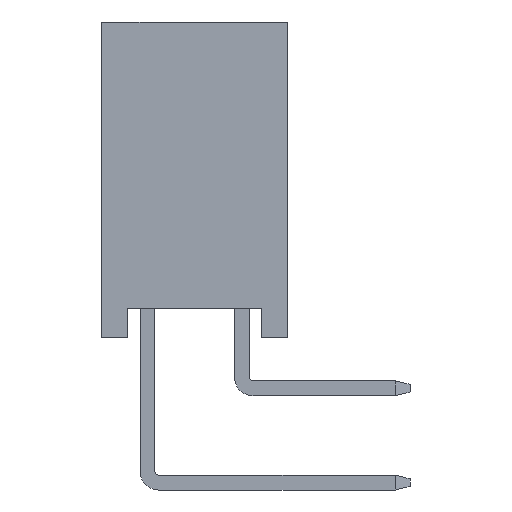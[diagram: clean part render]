
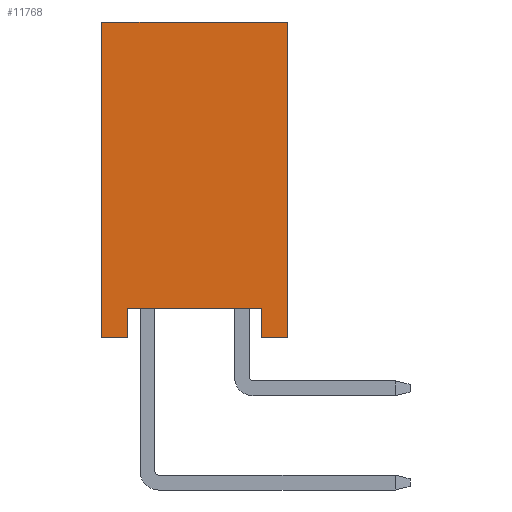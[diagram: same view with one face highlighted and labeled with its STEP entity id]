
A CAD part, left-side view. The second image highlights one B-rep face of the part: STEP entity #11768.
In plain terms, the highlighted planar face has unit normal (-1, 0, 0).
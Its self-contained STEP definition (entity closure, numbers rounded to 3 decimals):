
#1296=ORIENTED_EDGE('',*,*,#4464,.F.);
#1297=ORIENTED_EDGE('',*,*,#4465,.T.);
#1298=ORIENTED_EDGE('',*,*,#3803,.T.);
#1299=ORIENTED_EDGE('',*,*,#4466,.T.);
#1300=ORIENTED_EDGE('',*,*,#4467,.F.);
#1301=ORIENTED_EDGE('',*,*,#4468,.T.);
#1302=ORIENTED_EDGE('',*,*,#3641,.T.);
#1303=ORIENTED_EDGE('',*,*,#4469,.F.);
#3641=EDGE_CURVE('',#5328,#5326,#6403,.T.);
#3803=EDGE_CURVE('',#5482,#5485,#6565,.T.);
#4464=EDGE_CURVE('',#5946,#5947,#7226,.T.);
#4465=EDGE_CURVE('',#5946,#5482,#7227,.T.);
#4466=EDGE_CURVE('',#5485,#5948,#7228,.T.);
#4467=EDGE_CURVE('',#5949,#5948,#7229,.T.);
#4468=EDGE_CURVE('',#5949,#5328,#7230,.T.);
#4469=EDGE_CURVE('',#5947,#5326,#7231,.T.);
#5326=VERTEX_POINT('',#16076);
#5328=VERTEX_POINT('',#16079);
#5482=VERTEX_POINT('',#16397);
#5485=VERTEX_POINT('',#16402);
#5946=VERTEX_POINT('',#17658);
#5947=VERTEX_POINT('',#17659);
#5948=VERTEX_POINT('',#17662);
#5949=VERTEX_POINT('',#17664);
#6403=LINE('',#16078,#8065);
#6565=LINE('',#16403,#8227);
#7226=LINE('',#17657,#8888);
#7227=LINE('',#17660,#8889);
#7228=LINE('',#17661,#8890);
#7229=LINE('',#17663,#8891);
#7230=LINE('',#17665,#8892);
#7231=LINE('',#17666,#8893);
#8065=VECTOR('',#13020,1000.);
#8227=VECTOR('',#13192,1000.);
#8888=VECTOR('',#14119,1000.);
#8889=VECTOR('',#14120,1000.);
#8890=VECTOR('',#14121,1000.);
#8891=VECTOR('',#14122,1000.);
#8892=VECTOR('',#14123,1000.);
#8893=VECTOR('',#14124,1000.);
#9864=EDGE_LOOP('',(#1296,#1297,#1298,#1299,#1300,#1301,#1302,#1303));
#10548=FACE_BOUND('',#9864,.T.);
#11164=PLANE('',#12422);
#11768=ADVANCED_FACE('',(#10548),#11164,.T.);
#12422=AXIS2_PLACEMENT_3D('',#17656,#14117,#14118);
#13020=DIRECTION('',(0.,1.,0.));
#13192=DIRECTION('',(0.,-1.,0.));
#14117=DIRECTION('',(-1.,0.,0.));
#14118=DIRECTION('',(0.,0.,1.));
#14119=DIRECTION('',(0.,1.,0.));
#14120=DIRECTION('',(0.,0.,1.));
#14121=DIRECTION('',(0.,0.,-1.));
#14122=DIRECTION('',(0.,1.,0.));
#14123=DIRECTION('',(0.,0.,1.));
#14124=DIRECTION('',(0.,0.,1.));
#16076=CARTESIAN_POINT('',(-21.84,2.5,4.25));
#16078=CARTESIAN_POINT('',(-21.84,-2.5,4.25));
#16079=CARTESIAN_POINT('',(-21.84,-2.5,4.25));
#16397=CARTESIAN_POINT('',(-21.84,1.8,-3.45));
#16402=CARTESIAN_POINT('',(-21.84,-1.8,-3.45));
#16403=CARTESIAN_POINT('',(-21.84,-2.5,-3.45));
#17656=CARTESIAN_POINT('',(-21.84,-2.5,-4.25));
#17657=CARTESIAN_POINT('',(-21.84,-2.5,-4.25));
#17658=CARTESIAN_POINT('',(-21.84,1.8,-4.25));
#17659=CARTESIAN_POINT('',(-21.84,2.5,-4.25));
#17660=CARTESIAN_POINT('',(-21.84,1.8,-4.25));
#17661=CARTESIAN_POINT('',(-21.84,-1.8,-4.25));
#17662=CARTESIAN_POINT('',(-21.84,-1.8,-4.25));
#17663=CARTESIAN_POINT('',(-21.84,-2.5,-4.25));
#17664=CARTESIAN_POINT('',(-21.84,-2.5,-4.25));
#17665=CARTESIAN_POINT('',(-21.84,-2.5,-4.25));
#17666=CARTESIAN_POINT('',(-21.84,2.5,-4.25));
